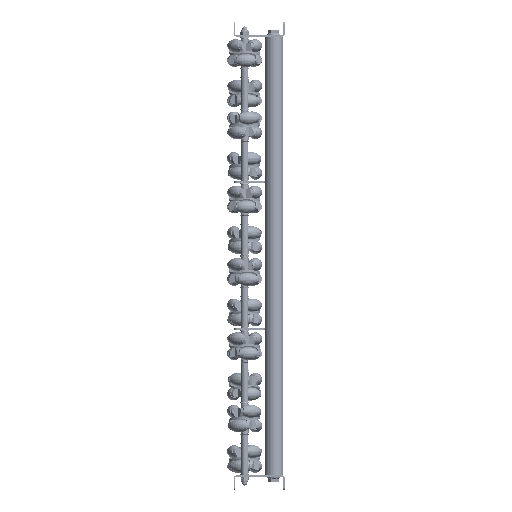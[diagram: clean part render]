
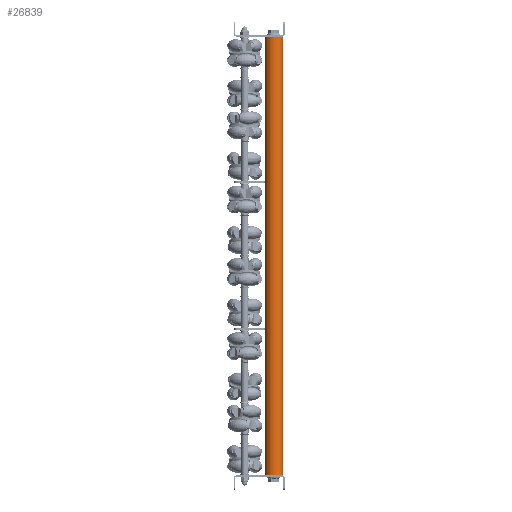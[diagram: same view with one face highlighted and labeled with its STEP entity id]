
A CAD part, left-side view. The second image highlights one B-rep face of the part: STEP entity #26839.
In plain terms, the highlighted cylindrical face has radius 12.5 mm (diameter 25 mm), a partial arc.
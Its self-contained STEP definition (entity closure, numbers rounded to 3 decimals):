
#2785 = CYLINDRICAL_SURFACE ( 'NONE', #17705, 12.5 ) ;
#2957 = LINE ( 'NONE', #23647, #25876 ) ;
#3333 = ORIENTED_EDGE ( 'NONE', *, *, #26832, .T. ) ;
#3498 = CARTESIAN_POINT ( 'NONE',  ( 599., 0., 12.5 ) ) ;
#5023 = DIRECTION ( 'NONE',  ( -1., 0., 0. ) ) ;
#8105 = DIRECTION ( 'NONE',  ( 0., 0., 1. ) ) ;
#8246 = CARTESIAN_POINT ( 'NONE',  ( 599., 0., -12.5 ) ) ;
#9177 = CIRCLE ( 'NONE', #11890, 12.5 ) ;
#9528 = VERTEX_POINT ( 'NONE', #29139 ) ;
#9598 = VECTOR ( 'NONE', #25786, 1000. ) ;
#9701 = CARTESIAN_POINT ( 'NONE',  ( 600., 0., -12.5 ) ) ;
#9761 = CARTESIAN_POINT ( 'NONE',  ( 1., 0., 0. ) ) ;
#10056 = AXIS2_PLACEMENT_3D ( 'NONE', #23335, #20763, #25224 ) ;
#11657 = EDGE_CURVE ( 'NONE', #22051, #30847, #26452, .T. ) ;
#11890 = AXIS2_PLACEMENT_3D ( 'NONE', #9761, #19864, #16957 ) ;
#13109 = LINE ( 'NONE', #9701, #9598 ) ;
#14025 = CARTESIAN_POINT ( 'NONE',  ( 1., 0., -12.5 ) ) ;
#14541 = EDGE_LOOP ( 'NONE', ( #30104, #17527, #3333, #19540 ) ) ;
#14608 = VERTEX_POINT ( 'NONE', #14025 ) ;
#16957 = DIRECTION ( 'NONE',  ( 0., 0., -1. ) ) ;
#17527 = ORIENTED_EDGE ( 'NONE', *, *, #11657, .T. ) ;
#17705 = AXIS2_PLACEMENT_3D ( 'NONE', #28603, #21087, #8105 ) ;
#18194 = FACE_OUTER_BOUND ( 'NONE', #14541, .T. ) ;
#19540 = ORIENTED_EDGE ( 'NONE', *, *, #25789, .T. ) ;
#19864 = DIRECTION ( 'NONE',  ( 1., 0., 0. ) ) ;
#20763 = DIRECTION ( 'NONE',  ( -1., 0., 0. ) ) ;
#20939 = EDGE_CURVE ( 'NONE', #22051, #14608, #13109, .T. ) ;
#21087 = DIRECTION ( 'NONE',  ( -1., 0., 0. ) ) ;
#22051 = VERTEX_POINT ( 'NONE', #8246 ) ;
#23335 = CARTESIAN_POINT ( 'NONE',  ( 599., 0., 0. ) ) ;
#23647 = CARTESIAN_POINT ( 'NONE',  ( 600., 0., 12.5 ) ) ;
#25224 = DIRECTION ( 'NONE',  ( 0., 0., -1. ) ) ;
#25786 = DIRECTION ( 'NONE',  ( -1., 0., 0. ) ) ;
#25789 = EDGE_CURVE ( 'NONE', #9528, #14608, #9177, .T. ) ;
#25876 = VECTOR ( 'NONE', #5023, 1000. ) ;
#26452 = CIRCLE ( 'NONE', #10056, 12.5 ) ;
#26832 = EDGE_CURVE ( 'NONE', #30847, #9528, #2957, .T. ) ;
#26839 = ADVANCED_FACE ( 'NONE', ( #18194 ), #2785, .T. ) ;
#28603 = CARTESIAN_POINT ( 'NONE',  ( 600., 0., 0. ) ) ;
#29139 = CARTESIAN_POINT ( 'NONE',  ( 1., 0., 12.5 ) ) ;
#30104 = ORIENTED_EDGE ( 'NONE', *, *, #20939, .F. ) ;
#30847 = VERTEX_POINT ( 'NONE', #3498 ) ;
